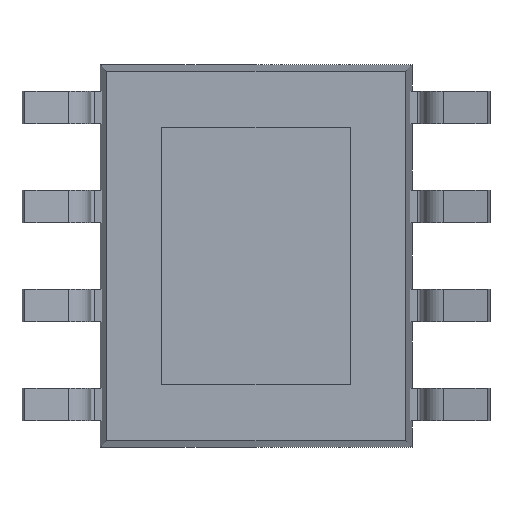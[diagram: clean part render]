
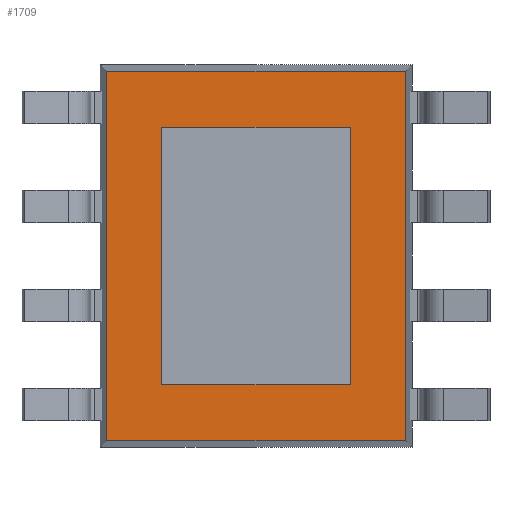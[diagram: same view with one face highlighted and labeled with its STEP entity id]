
A CAD part, front view. The second image highlights one B-rep face of the part: STEP entity #1709.
In plain terms, the highlighted planar face has unit normal (0, -1, 0).
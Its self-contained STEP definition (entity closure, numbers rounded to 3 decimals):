
#86 = ORIENTED_EDGE ( 'NONE', *, *, #550, .F. ) ;
#177 = LINE ( 'NONE', #4758, #5303 ) ;
#187 = DIRECTION ( 'NONE',  ( 1., 0., 0. ) ) ;
#309 = CARTESIAN_POINT ( 'NONE',  ( 0., 0.15, 0. ) ) ;
#443 = ORIENTED_EDGE ( 'NONE', *, *, #3966, .F. ) ;
#514 = FACE_OUTER_BOUND ( 'NONE', #4218, .T. ) ;
#550 = EDGE_CURVE ( 'NONE', #4739, #2506, #5190, .T. ) ;
#561 = CARTESIAN_POINT ( 'NONE',  ( 1.916, 0.15, 2.45 ) ) ;
#656 = CARTESIAN_POINT ( 'NONE',  ( 1.916, 0.15, 2.366 ) ) ;
#670 = VERTEX_POINT ( 'NONE', #5052 ) ;
#714 = CARTESIAN_POINT ( 'NONE',  ( 1.206, 0.15, -1.651 ) ) ;
#867 = LINE ( 'NONE', #2118, #2736 ) ;
#1138 = DIRECTION ( 'NONE',  ( 0., 0., 1. ) ) ;
#1248 = DIRECTION ( 'NONE',  ( -1., 0., 0. ) ) ;
#1249 = VECTOR ( 'NONE', #4108, 1000. ) ;
#1279 = DIRECTION ( 'NONE',  ( -1., 0., 0. ) ) ;
#1281 = EDGE_CURVE ( 'NONE', #3499, #2643, #867, .T. ) ;
#1538 = LINE ( 'NONE', #3593, #2386 ) ;
#1619 = ORIENTED_EDGE ( 'NONE', *, *, #4686, .T. ) ;
#1709 = ADVANCED_FACE ( 'NONE', ( #1930, #514 ), #3660, .F. ) ;
#1768 = CARTESIAN_POINT ( 'NONE',  ( -1.916, 0.15, 2.366 ) ) ;
#1930 = FACE_BOUND ( 'NONE', #2321, .T. ) ;
#2051 = AXIS2_PLACEMENT_3D ( 'NONE', #309, #4472, #1138 ) ;
#2066 = ORIENTED_EDGE ( 'NONE', *, *, #3238, .F. ) ;
#2118 = CARTESIAN_POINT ( 'NONE',  ( -2., 0.15, 2.366 ) ) ;
#2144 = LINE ( 'NONE', #4222, #4471 ) ;
#2321 = EDGE_LOOP ( 'NONE', ( #2066, #3312, #443, #86 ) ) ;
#2366 = DIRECTION ( 'NONE',  ( 0., 0., -1. ) ) ;
#2386 = VECTOR ( 'NONE', #2366, 1000. ) ;
#2506 = VERTEX_POINT ( 'NONE', #5107 ) ;
#2514 = DIRECTION ( 'NONE',  ( 0., 0., -1. ) ) ;
#2643 = VERTEX_POINT ( 'NONE', #1768 ) ;
#2691 = VERTEX_POINT ( 'NONE', #4767 ) ;
#2721 = CARTESIAN_POINT ( 'NONE',  ( -2., 0.15, -2.366 ) ) ;
#2736 = VECTOR ( 'NONE', #1248, 1000. ) ;
#2755 = VECTOR ( 'NONE', #1279, 1000. ) ;
#2763 = CARTESIAN_POINT ( 'NONE',  ( 1.916, 0.15, -2.366 ) ) ;
#2848 = ORIENTED_EDGE ( 'NONE', *, *, #3604, .T. ) ;
#3233 = CARTESIAN_POINT ( 'NONE',  ( 1.206, 0.15, 1.651 ) ) ;
#3238 = EDGE_CURVE ( 'NONE', #4490, #4739, #177, .T. ) ;
#3274 = CARTESIAN_POINT ( 'NONE',  ( -1.206, 0.15, -1.651 ) ) ;
#3312 = ORIENTED_EDGE ( 'NONE', *, *, #4061, .F. ) ;
#3425 = ORIENTED_EDGE ( 'NONE', *, *, #1281, .T. ) ;
#3499 = VERTEX_POINT ( 'NONE', #656 ) ;
#3593 = CARTESIAN_POINT ( 'NONE',  ( -1.916, 0.15, 2.45 ) ) ;
#3604 = EDGE_CURVE ( 'NONE', #2643, #2691, #1538, .T. ) ;
#3660 = PLANE ( 'NONE',  #2051 ) ;
#3664 = DIRECTION ( 'NONE',  ( 1., 0., 0. ) ) ;
#3667 = VECTOR ( 'NONE', #3664, 1000. ) ;
#3788 = CARTESIAN_POINT ( 'NONE',  ( -1.206, 0.15, 1.651 ) ) ;
#3874 = VECTOR ( 'NONE', #4438, 1000. ) ;
#3878 = LINE ( 'NONE', #3788, #2755 ) ;
#3966 = EDGE_CURVE ( 'NONE', #2506, #670, #3878, .T. ) ;
#4061 = EDGE_CURVE ( 'NONE', #670, #4490, #2144, .T. ) ;
#4108 = DIRECTION ( 'NONE',  ( 0., 0., 1. ) ) ;
#4134 = LINE ( 'NONE', #561, #3874 ) ;
#4218 = EDGE_LOOP ( 'NONE', ( #3425, #2848, #5003, #1619 ) ) ;
#4222 = CARTESIAN_POINT ( 'NONE',  ( -1.206, 0.15, 1.651 ) ) ;
#4438 = DIRECTION ( 'NONE',  ( 0., 0., 1. ) ) ;
#4471 = VECTOR ( 'NONE', #2514, 1000. ) ;
#4472 = DIRECTION ( 'NONE',  ( 0., 1., 0. ) ) ;
#4490 = VERTEX_POINT ( 'NONE', #3274 ) ;
#4677 = VERTEX_POINT ( 'NONE', #2763 ) ;
#4686 = EDGE_CURVE ( 'NONE', #4677, #3499, #4134, .T. ) ;
#4739 = VERTEX_POINT ( 'NONE', #714 ) ;
#4758 = CARTESIAN_POINT ( 'NONE',  ( -1.206, 0.15, -1.651 ) ) ;
#4767 = CARTESIAN_POINT ( 'NONE',  ( -1.916, 0.15, -2.366 ) ) ;
#5003 = ORIENTED_EDGE ( 'NONE', *, *, #5035, .T. ) ;
#5035 = EDGE_CURVE ( 'NONE', #2691, #4677, #5117, .T. ) ;
#5052 = CARTESIAN_POINT ( 'NONE',  ( -1.206, 0.15, 1.651 ) ) ;
#5107 = CARTESIAN_POINT ( 'NONE',  ( 1.206, 0.15, 1.651 ) ) ;
#5117 = LINE ( 'NONE', #2721, #3667 ) ;
#5190 = LINE ( 'NONE', #3233, #1249 ) ;
#5303 = VECTOR ( 'NONE', #187, 1000. ) ;
